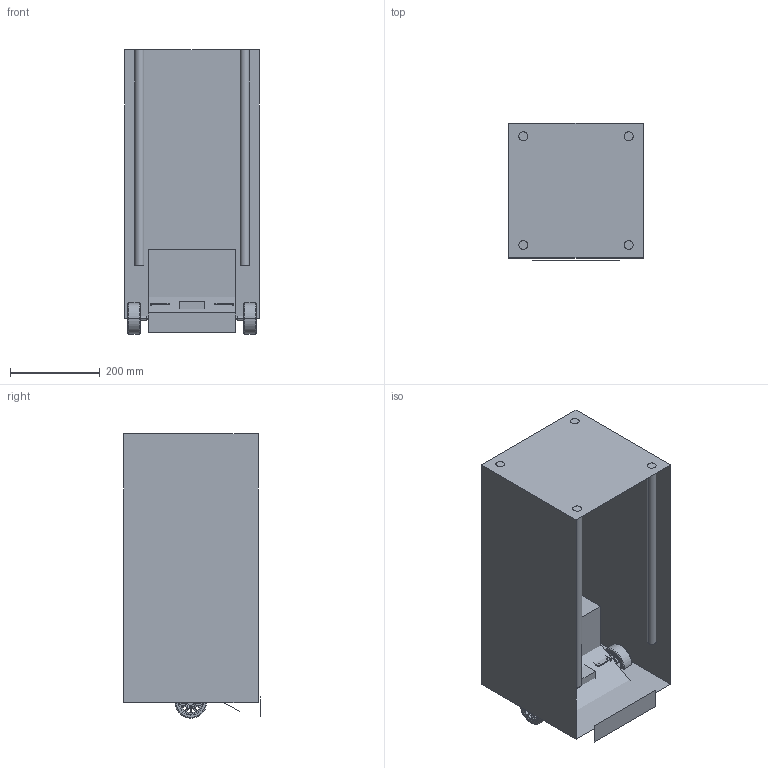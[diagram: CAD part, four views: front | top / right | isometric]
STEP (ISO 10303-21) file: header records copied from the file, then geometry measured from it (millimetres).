
FILE_DESCRIPTION(/* description */ (''),/* implementation_level */ '2;1');
FILE_NAME(/* name */ 'v1_chores',/* time_stamp */ '2025-04-18T11:16:50+09:00',/* author */ (''),/* organization */ (''),/* preprocessor_version */ 'ST-DEVELOPER v19.2',/* originating_system */ 'Rhino 8.13',/* authorisation */ '');
FILE_SCHEMA (('CONFIG_CONTROL_DESIGN'));
Length unit declared in the file: millimetre
Products named in the file (10): Document; JGB37-520; pan cross head_am_B18.6.7M - M2 x 0.4 x 25 Type I Cross Recessed PHMS
 --25N; COUPLING BRACKET, GEARED BODY TO DC MOTOR, JGB37-520; GEARED BODY, MOTOR, JGB37-520; CONNECTION, DC MOTOR, JGB37-520; PLASTIC COVER, DC MOTOR, JGB37-520; SHAFT COUPLER, JGB37-520; MOTOR SHAFT, JGB37-520; DC MOTOR, JGB37-520
Bounding box: 300 x 304.95 x 634.82 mm (x, y, z)
Volume: 4293458.9 mm3; surface area: 1152897.3 mm2
Topology: 38 solids, 41 shells, 1397 faces, 3499 edges, 2195 vertices
Faces by surface type: cylinder 552, plane 547, bspline 298
Entity records: 50040 total; most frequent: CARTESIAN_POINT 20518, ORIENTED_EDGE 6650, DIRECTION 3988, EDGE_CURVE 3331, AXIS2_PLACEMENT_3D 2514, VERTEX_POINT 2084, B_SPLINE_CURVE_WITH_KNOTS 1731, EDGE_LOOP 1502
